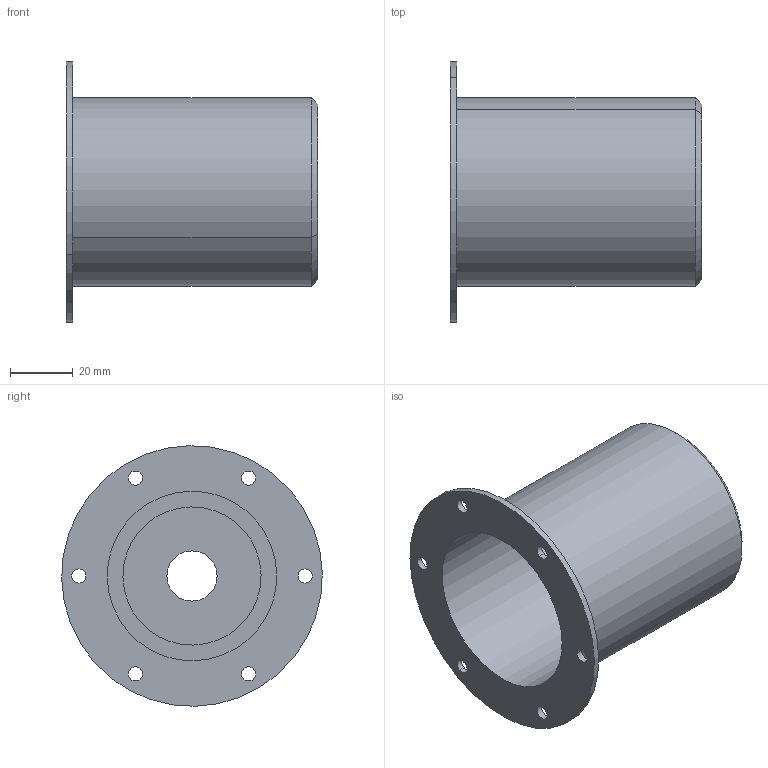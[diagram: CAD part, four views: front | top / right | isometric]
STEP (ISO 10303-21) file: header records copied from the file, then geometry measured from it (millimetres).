
FILE_DESCRIPTION(('CATIA V5 STEP Exchange'),'2;1');
FILE_NAME('Bouchon batterie.stp','2016-10-13T18:21:08+00:00',('none'),('none'),'CATIA Version 5 Release 20 GA (IN-10)','CATIA V5 STEP AP203','none');
FILE_SCHEMA(('CONFIG_CONTROL_DESIGN'));
Length unit declared in the file: millimetre
Products named in the file (1): Bouchon batterie
Bounding box: 80 x 82.98 x 82.98 mm (x, y, z)
Volume: 82743.5 mm3; surface area: 37230.5 mm2
Topology: 1 solids, 1 shells, 31 faces, 74 edges, 48 vertices
Faces by surface type: cylinder 22, plane 5, cone 4
Entity records: 895 total; most frequent: ORIENTED_EDGE 148, CARTESIAN_POINT 144, DIRECTION 116, EDGE_CURVE 74, AXIS2_PLACEMENT_3D 70, CIRCLE 48, EDGE_LOOP 48, VERTEX_POINT 48
